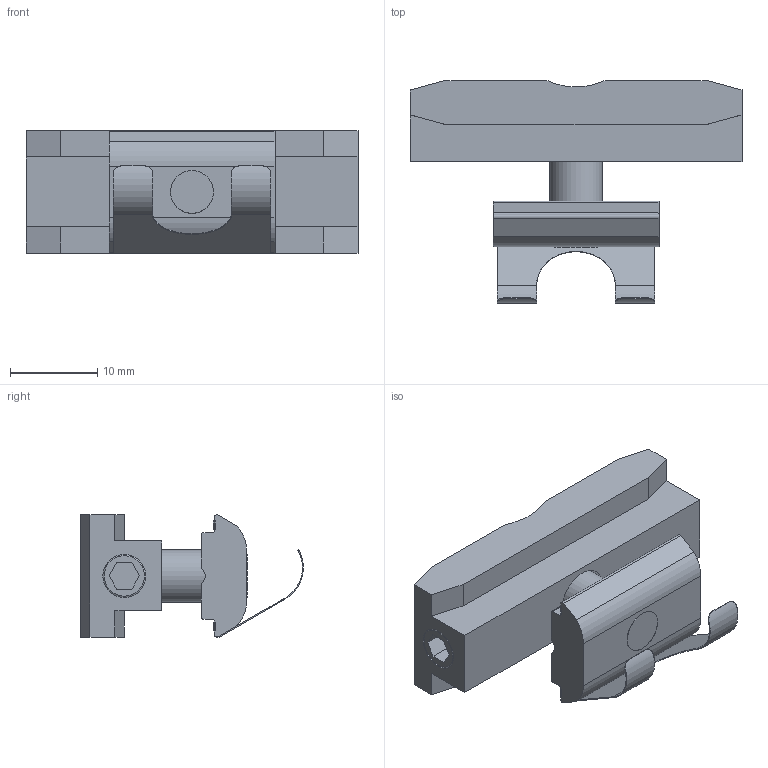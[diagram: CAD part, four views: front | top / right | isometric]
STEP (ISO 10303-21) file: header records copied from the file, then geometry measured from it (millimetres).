
FILE_DESCRIPTION(/* description */ ('STEP AP214'),/* implementation_level */ '2;1');
FILE_NAME(/* name */ '099DC084045N10',/* time_stamp */ '2022-12-09T10:34:33+01:00',/* author */ ('License CC BY-ND 4.0'),/* organization */ ('CADENAS'),/* preprocessor_version */ 'ST-DEVELOPER v18.102',/* originating_system */ 'PARTsolutions',/* authorisation */ ' ');
FILE_SCHEMA (('AUTOMOTIVE_DESIGN {1 0 10303 214 3 1 1}'));
Length unit declared in the file: millimetre
Products named in the file (5): 099DC084045N10; 099DC084045N10-3; 099DC084045N10-4; 099DC084045N10-2; 099DC084045N10-1
Assembly tree (4 placements, depth 2):
  099DC084045N10
    099DC084045N10-3
    099DC084045N10-4
    099DC084045N10-2
    099DC084045N10-1
Bounding box: 38 x 25.5 x 14.02 mm (x, y, z)
Volume: 4612.6 mm3; surface area: 4391.2 mm2
Topology: 4 solids, 4 shells, 124 faces, 330 edges, 212 vertices
Faces by surface type: plane 91, cylinder 27, cone 5, torus 1
Full cylindrical faces by diameter (mm): 3.7 x1, 4.917 x3, 6 x2, 6.5 x1, 11.34 x1
Entity records: 4408 total; most frequent: CARTESIAN_POINT 729, ORIENTED_EDGE 622, DIRECTION 614, EDGE_CURVE 311, LINE 234, VECTOR 234, VERTEX_POINT 207, AXIS2_PLACEMENT_3D 190
